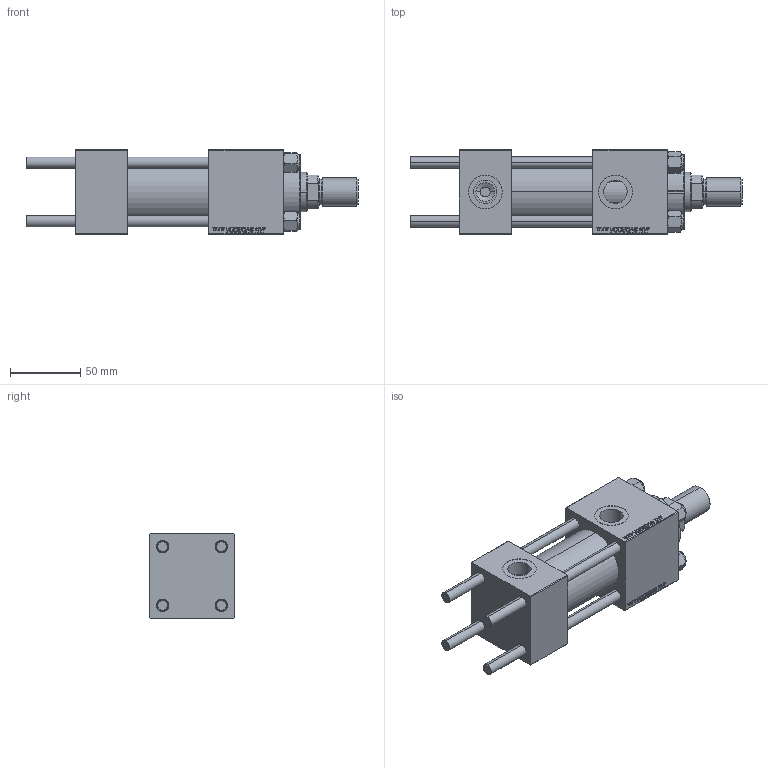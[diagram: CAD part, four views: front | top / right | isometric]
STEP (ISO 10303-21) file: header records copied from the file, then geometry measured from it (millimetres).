
FILE_DESCRIPTION (( 'STEP AP203' ), '1' );
FILE_NAME ('c981.STEP', '2022-10-03T14:44:46', ( '' ), ( '' ), 'SwSTEP 2.0', 'SolidWorks 2019', '' );
FILE_SCHEMA (( 'CONFIG_CONTROL_DESIGN' ));
Length unit declared in the file: millimetre
Products named in the file (7): c981; V215_VC_A 451ea347781af9f92c6ef8656e3c329d; NUT_M5 451ea347781af9f92c6ef8656e3c329d; ROD_END_AH 451ea347781af9f92c6ef8656e3c329d; CR025_012_A_0_G_A_G_M_020_+#_##_TYCINKA 451ea347781af9f92c6ef8656e3c329d; V215CR_VCP 451ea347781af9f92c6ef8656e3c329d; V215CR_BODY_A 451ea347781af9f92c6ef8656e3c329d
Assembly tree (12 placements, depth 2):
  c981
    V215CR_BODY_A 451ea347781af9f92c6ef8656e3c329d
    CR025_012_A_0_G_A_G_M_020_+#_##_TYCINKA 451ea347781af9f92c6ef8656e3c329d  x4
    NUT_M5 451ea347781af9f92c6ef8656e3c329d  x4
    V215CR_VCP 451ea347781af9f92c6ef8656e3c329d
    V215_VC_A 451ea347781af9f92c6ef8656e3c329d
    ROD_END_AH 451ea347781af9f92c6ef8656e3c329d
Bounding box: 236 x 60 x 60 mm (x, y, z)
Volume: 444045.4 mm3; surface area: 122666.7 mm2
Topology: 12 solids, 12 shells, 1155 faces, 2902 edges, 1883 vertices
Faces by surface type: plane 527, bspline 392, cone 140, cylinder 86, torus 10
Entity records: 50595 total; most frequent: CARTESIAN_POINT 27134, ORIENTED_EDGE 5296, DIRECTION 3358, EDGE_CURVE 2648, VERTEX_POINT 1739, VECTOR 1596, LINE 1596, EDGE_LOOP 1165
